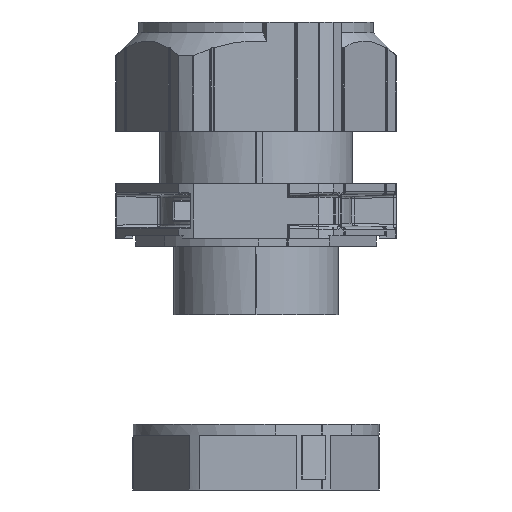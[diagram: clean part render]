
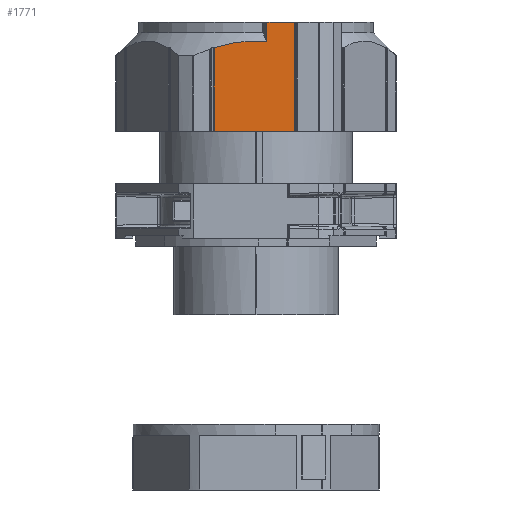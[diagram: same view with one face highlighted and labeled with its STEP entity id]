
A CAD part, front view. The second image highlights one B-rep face of the part: STEP entity #1771.
In plain terms, the highlighted face is planar.
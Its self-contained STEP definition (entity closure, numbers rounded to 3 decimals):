
#205 = VECTOR ( 'NONE', #27678, 1000. ) ;
#1771 = ADVANCED_FACE ( 'NONE', ( #14766 ), #28930, .F. ) ;
#1779 = CARTESIAN_POINT ( 'NONE',  ( -16.075, 18.057, 15.32 ) ) ;
#1982 = EDGE_CURVE ( 'NONE', #29966, #23404, #15175, .T. ) ;
#2380 = EDGE_CURVE ( 'NONE', #26841, #23404, #27129, .T. ) ;
#2952 = EDGE_CURVE ( 'NONE', #16779, #26841, #20679, .T. ) ;
#3648 = ORIENTED_EDGE ( 'NONE', *, *, #12767, .T. ) ;
#3670 = VECTOR ( 'NONE', #6069, 1000. ) ;
#3809 = ORIENTED_EDGE ( 'NONE', *, *, #1982, .F. ) ;
#4596 = EDGE_CURVE ( 'NONE', #29966, #5521, #13812, .T. ) ;
#4811 = CARTESIAN_POINT ( 'NONE',  ( -19.861, 11.5, 16.552 ) ) ;
#5039 = CARTESIAN_POINT ( 'NONE',  ( -23.383, 5.4, 20. ) ) ;
#5521 = VERTEX_POINT ( 'NONE', #15016 ) ;
#5997 = B_SPLINE_CURVE_WITH_KNOTS ( 'NONE', 3,
 ( #12046, #19959, #9738, #30160, #4811, #19748, #32733, #7202, #12151, #1779 ),
 .UNSPECIFIED., .F., .F.,
 ( 4, 2, 2, 2, 4 ),
 ( 0.005, 0.006, 0.008, 0.01, 0.015 ),
 .UNSPECIFIED. ) ;
#6069 = DIRECTION ( 'NONE',  ( 0., 0., -1. ) ) ;
#6125 = DIRECTION ( 'NONE',  ( 0.866, -0.5, 0. ) ) ;
#7202 = CARTESIAN_POINT ( 'NONE',  ( -17.642, 15.343, 16.17 ) ) ;
#7714 = ORIENTED_EDGE ( 'NONE', *, *, #2952, .T. ) ;
#7720 = DIRECTION ( 'NONE',  ( 0., 0., -1. ) ) ;
#8673 = CARTESIAN_POINT ( 'NONE',  ( -16.075, 18.057, 0. ) ) ;
#9738 = CARTESIAN_POINT ( 'NONE',  ( -20.472, 10.441, 16.521 ) ) ;
#12046 = CARTESIAN_POINT ( 'NONE',  ( -20.877, 9.74, 16.462 ) ) ;
#12151 = CARTESIAN_POINT ( 'NONE',  ( -16.854, 16.709, 15.81 ) ) ;
#12332 = DIRECTION ( 'NONE',  ( 0.5, 0.866, 0. ) ) ;
#12767 = EDGE_CURVE ( 'NONE', #18270, #16779, #5997, .T. ) ;
#13812 = LINE ( 'NONE', #22075, #16191 ) ;
#14766 = FACE_OUTER_BOUND ( 'NONE', #19167, .T. ) ;
#14922 = CARTESIAN_POINT ( 'NONE',  ( -23.383, 5.4, 0. ) ) ;
#15012 = CARTESIAN_POINT ( 'NONE',  ( -23.383, 5.4, 20. ) ) ;
#15016 = CARTESIAN_POINT ( 'NONE',  ( -20.877, 9.74, 20. ) ) ;
#15175 = LINE ( 'NONE', #15012, #28344 ) ;
#15865 = ORIENTED_EDGE ( 'NONE', *, *, #30928, .F. ) ;
#16137 = DIRECTION ( 'NONE',  ( 0.5, 0.866, 0. ) ) ;
#16191 = VECTOR ( 'NONE', #12332, 1000. ) ;
#16779 = VERTEX_POINT ( 'NONE', #18854 ) ;
#17640 = LINE ( 'NONE', #32737, #205 ) ;
#18270 = VERTEX_POINT ( 'NONE', #23099 ) ;
#18734 = CARTESIAN_POINT ( 'NONE',  ( -16.075, 18.057, 20. ) ) ;
#18854 = CARTESIAN_POINT ( 'NONE',  ( -16.075, 18.057, 15.32 ) ) ;
#19167 = EDGE_LOOP ( 'NONE', ( #15865, #3648, #7714, #21922, #3809, #31467 ) ) ;
#19748 = CARTESIAN_POINT ( 'NONE',  ( -19.249, 12.559, 16.528 ) ) ;
#19959 = CARTESIAN_POINT ( 'NONE',  ( -20.675, 10.09, 16.497 ) ) ;
#20679 = LINE ( 'NONE', #29209, #3670 ) ;
#21922 = ORIENTED_EDGE ( 'NONE', *, *, #2380, .T. ) ;
#22075 = CARTESIAN_POINT ( 'NONE',  ( -19.875, 11.475, 20. ) ) ;
#22131 = AXIS2_PLACEMENT_3D ( 'NONE', #18734, #6125, #16137 ) ;
#23099 = CARTESIAN_POINT ( 'NONE',  ( -20.877, 9.74, 16.462 ) ) ;
#23212 = CARTESIAN_POINT ( 'NONE',  ( -16.075, 18.057, 0. ) ) ;
#23404 = VERTEX_POINT ( 'NONE', #14922 ) ;
#26841 = VERTEX_POINT ( 'NONE', #8673 ) ;
#27129 = LINE ( 'NONE', #23212, #27552 ) ;
#27552 = VECTOR ( 'NONE', #28220, 1000. ) ;
#27678 = DIRECTION ( 'NONE',  ( 0., 0., 1. ) ) ;
#28220 = DIRECTION ( 'NONE',  ( -0.5, -0.866, 0. ) ) ;
#28344 = VECTOR ( 'NONE', #7720, 1000. ) ;
#28930 = PLANE ( 'NONE',  #22131 ) ;
#29209 = CARTESIAN_POINT ( 'NONE',  ( -16.075, 18.057, 20. ) ) ;
#29966 = VERTEX_POINT ( 'NONE', #5039 ) ;
#30160 = CARTESIAN_POINT ( 'NONE',  ( -20.065, 11.146, 16.549 ) ) ;
#30928 = EDGE_CURVE ( 'NONE', #18270, #5521, #17640, .T. ) ;
#31467 = ORIENTED_EDGE ( 'NONE', *, *, #4596, .T. ) ;
#32733 = CARTESIAN_POINT ( 'NONE',  ( -18.845, 13.26, 16.469 ) ) ;
#32737 = CARTESIAN_POINT ( 'NONE',  ( -20.877, 9.74, 13.824 ) ) ;
